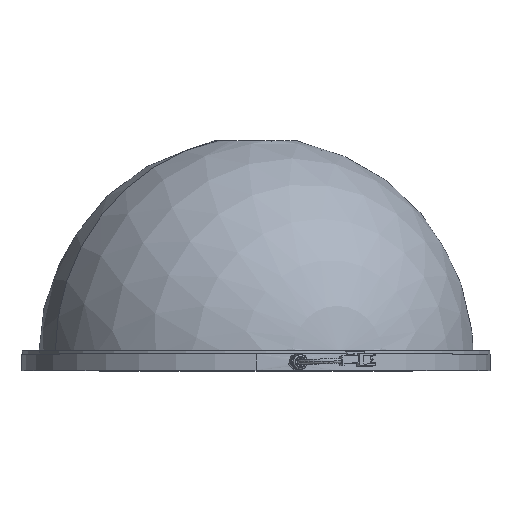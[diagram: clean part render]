
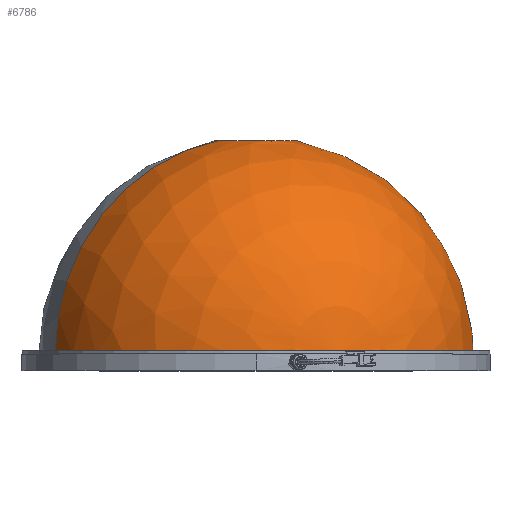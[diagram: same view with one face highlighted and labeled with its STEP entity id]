
A CAD part, top view. The second image highlights one B-rep face of the part: STEP entity #6786.
In plain terms, the highlighted spherical face has radius 132 mm.
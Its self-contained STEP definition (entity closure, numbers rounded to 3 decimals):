
#726 = ORIENTED_EDGE ( 'NONE', *, *, #7889, .T. ) ;
#835 = DIRECTION ( 'NONE',  ( 0., 0., -1. ) ) ;
#1035 = DIRECTION ( 'NONE',  ( 0., 0., -1. ) ) ;
#1650 = DIRECTION ( 'NONE',  ( 0., 0., -1. ) ) ;
#1762 = SPHERICAL_SURFACE ( 'NONE', #8794, 132. ) ;
#1856 = CARTESIAN_POINT ( 'NONE',  ( 132., 1.2, 0. ) ) ;
#1893 = DIRECTION ( 'NONE',  ( 0., 0., 1. ) ) ;
#2130 = CIRCLE ( 'NONE', #3938, 25. ) ;
#2394 = AXIS2_PLACEMENT_3D ( 'NONE', #9168, #6085, #835 ) ;
#2768 = ORIENTED_EDGE ( 'NONE', *, *, #6391, .T. ) ;
#3290 = DIRECTION ( 'NONE',  ( -1., 0., 0. ) ) ;
#3324 = CARTESIAN_POINT ( 'NONE',  ( 0., 1.2, 0. ) ) ;
#3794 = AXIS2_PLACEMENT_3D ( 'NONE', #3324, #1035, #3290 ) ;
#3879 = DIRECTION ( 'NONE',  ( 1., 0., 0. ) ) ;
#3938 = AXIS2_PLACEMENT_3D ( 'NONE', #4598, #8399, #7724 ) ;
#3994 = EDGE_CURVE ( 'NONE', #9911, #4789, #5917, .T. ) ;
#4081 = ORIENTED_EDGE ( 'NONE', *, *, #6151, .F. ) ;
#4407 = ORIENTED_EDGE ( 'NONE', *, *, #3994, .F. ) ;
#4495 = ORIENTED_EDGE ( 'NONE', *, *, #9106, .F. ) ;
#4598 = CARTESIAN_POINT ( 'NONE',  ( 0., 130.811, 0. ) ) ;
#4652 = CARTESIAN_POINT ( 'NONE',  ( 25., 130.811, 0. ) ) ;
#4789 = VERTEX_POINT ( 'NONE', #6177 ) ;
#4886 = CARTESIAN_POINT ( 'NONE',  ( -132., 1.2, 0. ) ) ;
#4929 = CIRCLE ( 'NONE', #2394, 25. ) ;
#5022 = VERTEX_POINT ( 'NONE', #1856 ) ;
#5408 = DIRECTION ( 'NONE',  ( 1., 0., 0. ) ) ;
#5529 = VERTEX_POINT ( 'NONE', #5862 ) ;
#5668 = VERTEX_POINT ( 'NONE', #4652 ) ;
#5862 = CARTESIAN_POINT ( 'NONE',  ( 0., 130.811, 25. ) ) ;
#5917 = CIRCLE ( 'NONE', #3794, 132. ) ;
#6085 = DIRECTION ( 'NONE',  ( 0., 1., 0. ) ) ;
#6151 = EDGE_CURVE ( 'NONE', #5529, #5668, #2130, .T. ) ;
#6177 = CARTESIAN_POINT ( 'NONE',  ( -25., 130.811, 0. ) ) ;
#6355 = CARTESIAN_POINT ( 'NONE',  ( 0., 1.2, 0. ) ) ;
#6391 = EDGE_CURVE ( 'NONE', #9911, #5022, #7447, .T. ) ;
#6510 = DIRECTION ( 'NONE',  ( 0., 1., 0. ) ) ;
#6786 = ADVANCED_FACE ( 'NONE', ( #8883 ), #1762, .T. ) ;
#7447 = CIRCLE ( 'NONE', #8811, 132. ) ;
#7724 = DIRECTION ( 'NONE',  ( 0., 0., -1. ) ) ;
#7889 = EDGE_CURVE ( 'NONE', #5022, #5668, #9481, .T. ) ;
#8168 = CARTESIAN_POINT ( 'NONE',  ( 0., 1.2, 0. ) ) ;
#8186 = EDGE_LOOP ( 'NONE', ( #4407, #2768, #726, #4081, #4495 ) ) ;
#8399 = DIRECTION ( 'NONE',  ( 0., 1., 0. ) ) ;
#8794 = AXIS2_PLACEMENT_3D ( 'NONE', #9361, #1650, #3879 ) ;
#8811 = AXIS2_PLACEMENT_3D ( 'NONE', #8168, #6510, #8874 ) ;
#8874 = DIRECTION ( 'NONE',  ( -1., 0., 0. ) ) ;
#8883 = FACE_OUTER_BOUND ( 'NONE', #8186, .T. ) ;
#9106 = EDGE_CURVE ( 'NONE', #4789, #5529, #4929, .T. ) ;
#9168 = CARTESIAN_POINT ( 'NONE',  ( 0., 130.811, 0. ) ) ;
#9361 = CARTESIAN_POINT ( 'NONE',  ( 0., 1.2, 0. ) ) ;
#9481 = CIRCLE ( 'NONE', #9974, 132. ) ;
#9911 = VERTEX_POINT ( 'NONE', #4886 ) ;
#9974 = AXIS2_PLACEMENT_3D ( 'NONE', #6355, #1893, #5408 ) ;
